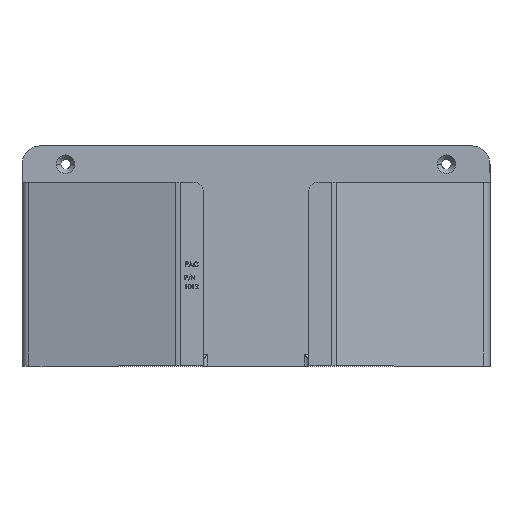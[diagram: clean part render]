
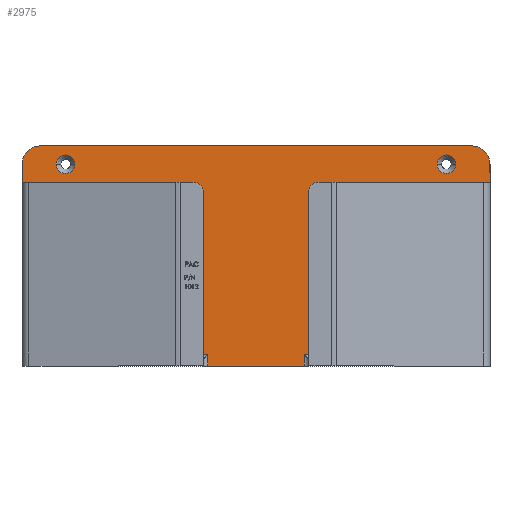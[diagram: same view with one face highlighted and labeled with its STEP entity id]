
A CAD part, top view. The second image highlights one B-rep face of the part: STEP entity #2975.
In plain terms, the highlighted planar face has unit normal (0, 0, 1).
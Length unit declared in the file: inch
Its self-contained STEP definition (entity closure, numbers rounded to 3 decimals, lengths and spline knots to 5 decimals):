
#102 = EDGE_CURVE ( 'NONE', #6724, #6721, #6669, .T. ) ;
#108 = EDGE_CURVE ( 'NONE', #6697, #6735, #6667, .T. ) ;
#113 = EDGE_CURVE ( 'NONE', #6852, #6748, #4788, .T. ) ;
#116 = EDGE_CURVE ( 'NONE', #6786, #6783, #4794, .T. ) ;
#144 = AXIS2_PLACEMENT_3D ( 'NONE', #7013, #7019, #7020 ) ;
#148 = AXIS2_PLACEMENT_3D ( 'NONE', #7025, #7026, #7027 ) ;
#152 = AXIS2_PLACEMENT_3D ( 'NONE', #1829, #1820, #1816 ) ;
#157 = AXIS2_PLACEMENT_3D ( 'NONE', #1995, #1828, #1827 ) ;
#158 = AXIS2_PLACEMENT_3D ( 'NONE', #1992, #1837, #1836 ) ;
#160 = AXIS2_PLACEMENT_3D ( 'NONE', #1893, #1823, #1822 ) ;
#263 = AXIS2_PLACEMENT_3D ( 'NONE', #2211, #2204, #2203 ) ;
#1014 = FACE_BOUND ( 'NONE', #8230, .T. ) ;
#1020 = FACE_BOUND ( 'NONE', #8233, .T. ) ;
#1022 = FACE_OUTER_BOUND ( 'NONE', #8234, .T. ) ;
#1297 = CARTESIAN_POINT ( 'NONE',  ( 6.0625, 0.3125, 0.25 ) ) ;
#1298 = CARTESIAN_POINT ( 'NONE',  ( 6.0625, 5., 0.25 ) ) ;
#1307 = CARTESIAN_POINT ( 'NONE',  ( -4.934, 5.5, 0.25 ) ) ;
#1408 = CARTESIAN_POINT ( 'NONE',  ( 6.375, 5., 0.25 ) ) ;
#1461 = CARTESIAN_POINT ( 'NONE',  ( 1.3125, 0., 0.25 ) ) ;
#1474 = CARTESIAN_POINT ( 'NONE',  ( -1.3125, 0., 0.25 ) ) ;
#1476 = CARTESIAN_POINT ( 'NONE',  ( -5.441, 5.5, 0.25 ) ) ;
#1514 = CARTESIAN_POINT ( 'NONE',  ( -5.875, 6., 0.25 ) ) ;
#1517 = CARTESIAN_POINT ( 'NONE',  ( -6.375, 5., 0.25 ) ) ;
#1523 = CARTESIAN_POINT ( 'NONE',  ( 1.3125, 0.3125, 0.25 ) ) ;
#1524 = CARTESIAN_POINT ( 'NONE',  ( -6.0625, 5., 0.25 ) ) ;
#1545 = CARTESIAN_POINT ( 'NONE',  ( -6.375, 5.5, 0.25 ) ) ;
#1557 = CARTESIAN_POINT ( 'NONE',  ( -6.0625, 0.3125, 0.25 ) ) ;
#1562 = CARTESIAN_POINT ( 'NONE',  ( 4.934, 5.5, 0.25 ) ) ;
#1566 = CARTESIAN_POINT ( 'NONE',  ( 5.441, 5.5, 0.25 ) ) ;
#1579 = CARTESIAN_POINT ( 'NONE',  ( 5.875, 6., 0.25 ) ) ;
#1580 = CARTESIAN_POINT ( 'NONE',  ( -1.3125, 0.3125, 0.25 ) ) ;
#1663 = DIRECTION ( 'NONE',  ( 0., 1., 0. ) ) ;
#1675 = CARTESIAN_POINT ( 'NONE',  ( 1.3125, 0.1875, 0.25 ) ) ;
#1693 = DIRECTION ( 'NONE',  ( 0., -1., 0. ) ) ;
#1701 = CARTESIAN_POINT ( 'NONE',  ( -6.0625, 0.1875, 0.25 ) ) ;
#1750 = DIRECTION ( 'NONE',  ( 1., 0., 0. ) ) ;
#1790 = CARTESIAN_POINT ( 'NONE',  ( -6.1875, 0.3125, 0.25 ) ) ;
#1793 = DIRECTION ( 'NONE',  ( -1., 0., 0. ) ) ;
#1794 = CARTESIAN_POINT ( 'NONE',  ( -6.375, 5., 0.25 ) ) ;
#1795 = DIRECTION ( 'NONE',  ( 0., -1., 0. ) ) ;
#1808 = CARTESIAN_POINT ( 'NONE',  ( -1.3125, 0.1875, 0.25 ) ) ;
#1816 = DIRECTION ( 'NONE',  ( 1., 0., 0. ) ) ;
#1820 = DIRECTION ( 'NONE',  ( 0., 0., 1. ) ) ;
#1822 = DIRECTION ( 'NONE',  ( 1., 0., 0. ) ) ;
#1823 = DIRECTION ( 'NONE',  ( 0., 0., 1. ) ) ;
#1825 = DIRECTION ( 'NONE',  ( 0., 1., 0. ) ) ;
#1826 = CARTESIAN_POINT ( 'NONE',  ( 6.0625, 5., 0.25 ) ) ;
#1827 = DIRECTION ( 'NONE',  ( 1., 0., 0. ) ) ;
#1828 = DIRECTION ( 'NONE',  ( 0., 0., 1. ) ) ;
#1829 = CARTESIAN_POINT ( 'NONE',  ( 5.1875, 5.5, 0.25 ) ) ;
#1830 = DIRECTION ( 'NONE',  ( -1., 0., 0. ) ) ;
#1831 = CARTESIAN_POINT ( 'NONE',  ( -6.375, 5., 0.25 ) ) ;
#1836 = DIRECTION ( 'NONE',  ( 1., 0., 0. ) ) ;
#1837 = DIRECTION ( 'NONE',  ( 0., 0., 1. ) ) ;
#1893 = CARTESIAN_POINT ( 'NONE',  ( -5.1875, 5.5, 0.25 ) ) ;
#1992 = CARTESIAN_POINT ( 'NONE',  ( -5.875, 5.5, 0.25 ) ) ;
#1995 = CARTESIAN_POINT ( 'NONE',  ( 5.875, 5.5, 0.25 ) ) ;
#2045 = DIRECTION ( 'NONE',  ( -1., 0., 0. ) ) ;
#2046 = CARTESIAN_POINT ( 'NONE',  ( 6.1875, 6., 0.25 ) ) ;
#2107 = DIRECTION ( 'NONE',  ( 0., 1., 0. ) ) ;
#2116 = CARTESIAN_POINT ( 'NONE',  ( -6.375, 6., 0.25 ) ) ;
#2161 = DIRECTION ( 'NONE',  ( 1., 0., 0. ) ) ;
#2163 = CARTESIAN_POINT ( 'NONE',  ( -6.1875, 0.3125, 0.25 ) ) ;
#2203 = DIRECTION ( 'NONE',  ( 1., 0., 0. ) ) ;
#2204 = DIRECTION ( 'NONE',  ( 0., 0., 1. ) ) ;
#2205 = PLANE ( 'NONE',  #263 ) ;
#2211 = CARTESIAN_POINT ( 'NONE',  ( -6.1875, 0.1875, 0.25 ) ) ;
#2671 = ORIENTED_EDGE ( 'NONE', *, *, #2890, .F. ) ;
#2672 = ORIENTED_EDGE ( 'NONE', *, *, #2891, .F. ) ;
#2673 = ORIENTED_EDGE ( 'NONE', *, *, #2861, .F. ) ;
#2683 = ORIENTED_EDGE ( 'NONE', *, *, #2893, .F. ) ;
#2684 = ORIENTED_EDGE ( 'NONE', *, *, #2895, .T. ) ;
#2743 = ORIENTED_EDGE ( 'NONE', *, *, #113, .F. ) ;
#2744 = ORIENTED_EDGE ( 'NONE', *, *, #102, .F. ) ;
#2745 = ORIENTED_EDGE ( 'NONE', *, *, #2897, .T. ) ;
#2746 = ORIENTED_EDGE ( 'NONE', *, *, #2899, .T. ) ;
#2861 = EDGE_CURVE ( 'NONE', #6711, #6704, #5246, .T. ) ;
#2866 = EDGE_CURVE ( 'NONE', #6770, #6823, #5256, .T. ) ;
#2884 = EDGE_CURVE ( 'NONE', #6823, #6704, #5291, .T. ) ;
#2887 = EDGE_CURVE ( 'NONE', #6735, #6757, #5294, .T. ) ;
#2888 = EDGE_CURVE ( 'NONE', #6697, #6770, #5298, .T. ) ;
#2889 = EDGE_CURVE ( 'NONE', #6758, #6757, #5273, .T. ) ;
#2890 = EDGE_CURVE ( 'NONE', #6748, #6852, #5301, .T. ) ;
#2891 = EDGE_CURVE ( 'NONE', #6783, #6786, #5303, .T. ) ;
#2892 = EDGE_CURVE ( 'NONE', #6769, #6721, #5296, .T. ) ;
#2893 = EDGE_CURVE ( 'NONE', #6815, #6711, #5304, .T. ) ;
#2894 = EDGE_CURVE ( 'NONE', #6790, #6769, #5306, .T. ) ;
#2895 = EDGE_CURVE ( 'NONE', #6815, #6790, #5308, .T. ) ;
#2897 = EDGE_CURVE ( 'NONE', #6724, #6816, #5299, .T. ) ;
#2899 = EDGE_CURVE ( 'NONE', #6816, #6758, #5315, .T. ) ;
#2975 = ADVANCED_FACE ( 'NONE', ( #1014, #1020, #1022 ), #2205, .T. ) ;
#3604 = CARTESIAN_POINT ( 'NONE',  ( 6.375, 5.5, 0.25 ) ) ;
#4778 = VECTOR ( 'NONE', #7009, 39.37008 ) ;
#4788 = CIRCLE ( 'NONE', #144, 0.2535 ) ;
#4794 = CIRCLE ( 'NONE', #148, 0.2535 ) ;
#5246 = LINE ( 'NONE', #2116, #5247 ) ;
#5247 = VECTOR ( 'NONE', #2107, 39.37008 ) ;
#5256 = LINE ( 'NONE', #2046, #5257 ) ;
#5257 = VECTOR ( 'NONE', #2045, 39.37008 ) ;
#5273 = LINE ( 'NONE', #1826, #5290 ) ;
#5290 = VECTOR ( 'NONE', #1825, 39.37008 ) ;
#5291 = CIRCLE ( 'NONE', #158, 0.5 ) ;
#5294 = LINE ( 'NONE', #1831, #5295 ) ;
#5295 = VECTOR ( 'NONE', #1830, 39.37008 ) ;
#5296 = LINE ( 'NONE', #1808, #5300 ) ;
#5298 = CIRCLE ( 'NONE', #157, 0.5 ) ;
#5299 = LINE ( 'NONE', #1675, #5302 ) ;
#5300 = VECTOR ( 'NONE', #1795, 39.37008 ) ;
#5301 = CIRCLE ( 'NONE', #160, 0.2535 ) ;
#5302 = VECTOR ( 'NONE', #1663, 39.37008 ) ;
#5303 = CIRCLE ( 'NONE', #152, 0.2535 ) ;
#5304 = LINE ( 'NONE', #1794, #5305 ) ;
#5305 = VECTOR ( 'NONE', #1793, 39.37008 ) ;
#5306 = LINE ( 'NONE', #1790, #5307 ) ;
#5307 = VECTOR ( 'NONE', #1750, 39.37008 ) ;
#5308 = LINE ( 'NONE', #1701, #5309 ) ;
#5309 = VECTOR ( 'NONE', #1693, 39.37008 ) ;
#5315 = LINE ( 'NONE', #2163, #5316 ) ;
#5316 = VECTOR ( 'NONE', #2161, 39.37008 ) ;
#6667 = LINE ( 'NONE', #7000, #4778 ) ;
#6669 = LINE ( 'NONE', #6987, #6673 ) ;
#6673 = VECTOR ( 'NONE', #6997, 39.37008 ) ;
#6697 = VERTEX_POINT ( 'NONE', #3604 ) ;
#6704 = VERTEX_POINT ( 'NONE', #1545 ) ;
#6711 = VERTEX_POINT ( 'NONE', #1517 ) ;
#6721 = VERTEX_POINT ( 'NONE', #1474 ) ;
#6724 = VERTEX_POINT ( 'NONE', #1461 ) ;
#6735 = VERTEX_POINT ( 'NONE', #1408 ) ;
#6748 = VERTEX_POINT ( 'NONE', #1307 ) ;
#6757 = VERTEX_POINT ( 'NONE', #1298 ) ;
#6758 = VERTEX_POINT ( 'NONE', #1297 ) ;
#6769 = VERTEX_POINT ( 'NONE', #1580 ) ;
#6770 = VERTEX_POINT ( 'NONE', #1579 ) ;
#6783 = VERTEX_POINT ( 'NONE', #1566 ) ;
#6786 = VERTEX_POINT ( 'NONE', #1562 ) ;
#6790 = VERTEX_POINT ( 'NONE', #1557 ) ;
#6815 = VERTEX_POINT ( 'NONE', #1524 ) ;
#6816 = VERTEX_POINT ( 'NONE', #1523 ) ;
#6823 = VERTEX_POINT ( 'NONE', #1514 ) ;
#6852 = VERTEX_POINT ( 'NONE', #1476 ) ;
#6987 = CARTESIAN_POINT ( 'NONE',  ( -1.4375, 0., 0.25 ) ) ;
#6997 = DIRECTION ( 'NONE',  ( -1., 0., 0. ) ) ;
#7000 = CARTESIAN_POINT ( 'NONE',  ( 6.375, 6., 0.25 ) ) ;
#7009 = DIRECTION ( 'NONE',  ( 0., -1., 0. ) ) ;
#7013 = CARTESIAN_POINT ( 'NONE',  ( -5.1875, 5.5, 0.25 ) ) ;
#7019 = DIRECTION ( 'NONE',  ( 0., 0., 1. ) ) ;
#7020 = DIRECTION ( 'NONE',  ( 1., 0., 0. ) ) ;
#7025 = CARTESIAN_POINT ( 'NONE',  ( 5.1875, 5.5, 0.25 ) ) ;
#7026 = DIRECTION ( 'NONE',  ( 0., 0., 1. ) ) ;
#7027 = DIRECTION ( 'NONE',  ( 1., 0., 0. ) ) ;
#7989 = ORIENTED_EDGE ( 'NONE', *, *, #2894, .T. ) ;
#7990 = ORIENTED_EDGE ( 'NONE', *, *, #2892, .T. ) ;
#8017 = ORIENTED_EDGE ( 'NONE', *, *, #116, .F. ) ;
#8018 = ORIENTED_EDGE ( 'NONE', *, *, #2889, .T. ) ;
#8047 = ORIENTED_EDGE ( 'NONE', *, *, #108, .F. ) ;
#8048 = ORIENTED_EDGE ( 'NONE', *, *, #2888, .T. ) ;
#8049 = ORIENTED_EDGE ( 'NONE', *, *, #2866, .T. ) ;
#8050 = ORIENTED_EDGE ( 'NONE', *, *, #2884, .T. ) ;
#8084 = ORIENTED_EDGE ( 'NONE', *, *, #2887, .F. ) ;
#8230 = EDGE_LOOP ( 'NONE', ( #2671, #2743 ) ) ;
#8233 = EDGE_LOOP ( 'NONE', ( #2672, #8017 ) ) ;
#8234 = EDGE_LOOP ( 'NONE', ( #8018, #8084, #8047, #8048, #8049, #8050, #2673, #2683, #2684, #7989, #7990, #2744, #2745, #2746 ) ) ;
